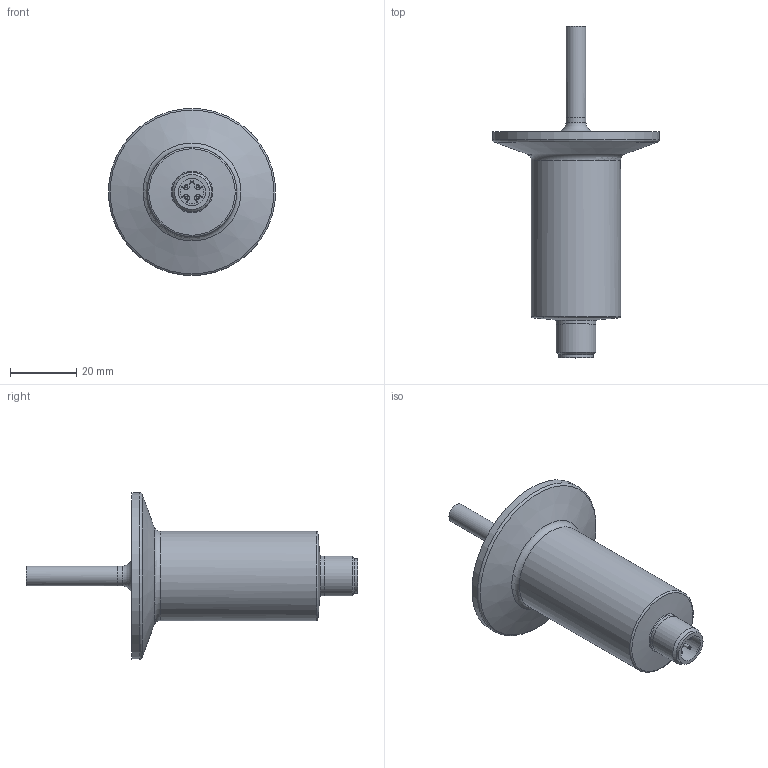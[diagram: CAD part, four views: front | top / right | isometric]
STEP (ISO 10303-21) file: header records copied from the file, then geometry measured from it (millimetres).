
FILE_DESCRIPTION(/* description */ ('FXFF005'),/* implementation_level */ '2;1');
FILE_NAME(/* name */ 'TK_FXFF005',/* time_stamp */ '2016-08-29T13:58:56+02:00',/* author */ ('Zimmermann'),/* organization */ ('wenglor fluid GmbH'),/* preprocessor_version */ 'ST-DEVELOPER v16.7',/* originating_system */ 'DEX',/* authorisation */ $);
FILE_SCHEMA (('AUTOMOTIVE_DESIGN {1 0 10303 214 3 1 1}'));
Length unit declared in the file: millimetre
Products named in the file (1): TK_FXFF005
Bounding box: 50.31 x 100.24 x 50.31 mm (x, y, z)
Volume: 40425.4 mm3; surface area: 10498.7 mm2
Topology: 1 solids, 3 shells, 70 faces, 154 edges, 96 vertices
Faces by surface type: cylinder 31, plane 17, cone 12, torus 10
Full cylindrical faces by diameter (mm): 1 x4, 5.44 x1, 6 x1, 8.3 x1, 9.4 x1, 9.5 x1, 9.9 x1, 10.5 x1, 12 x2, 27 x1, 50.5 x1
Entity records: 2203 total; most frequent: DIRECTION 331, CARTESIAN_POINT 268, ORIENTED_EDGE 218, AXIS2_PLACEMENT_3D 151, EDGE_LOOP 117, FACE_BOUND 117, EDGE_CURVE 109, VERTEX_POINT 88
